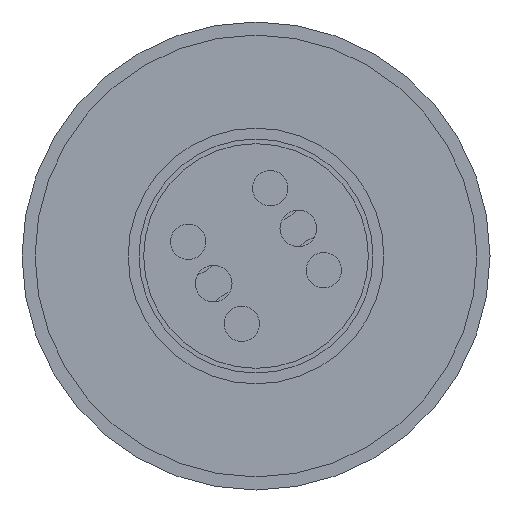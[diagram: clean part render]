
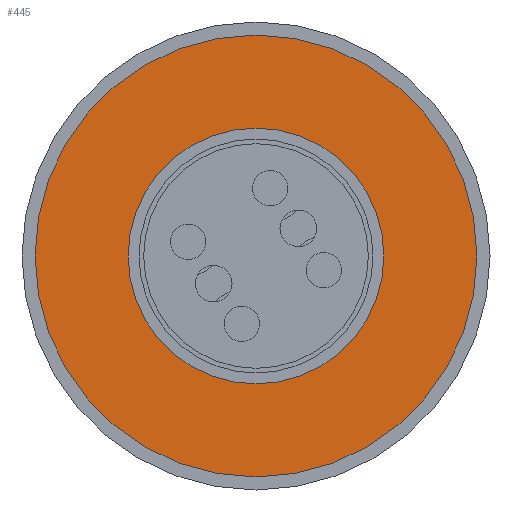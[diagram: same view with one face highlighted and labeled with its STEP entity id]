
A CAD part, front view. The second image highlights one B-rep face of the part: STEP entity #445.
In plain terms, the highlighted planar face has unit normal (0, -1, 0).
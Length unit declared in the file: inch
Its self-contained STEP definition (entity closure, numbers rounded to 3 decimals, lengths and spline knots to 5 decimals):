
#276 = ORIENTED_EDGE ( 'NONE', *, *, #4346, .F. ) ;
#322 = ORIENTED_EDGE ( 'NONE', *, *, #4336, .F. ) ;
#328 = ORIENTED_EDGE ( 'NONE', *, *, #4252, .F. ) ;
#345 = ORIENTED_EDGE ( 'NONE', *, *, #4254, .F. ) ;
#445 = ADVANCED_FACE ( 'NONE', ( #647, #652 ), #1212, .F. ) ;
#647 = FACE_BOUND ( 'NONE', #4215, .T. ) ;
#652 = FACE_OUTER_BOUND ( 'NONE', #4250, .T. ) ;
#1205 = DIRECTION ( 'NONE',  ( 0., 0., 1. ) ) ;
#1206 = DIRECTION ( 'NONE',  ( 0., 1., 0. ) ) ;
#1211 = CARTESIAN_POINT ( 'NONE',  ( -0.59, 0., 0. ) ) ;
#1212 = PLANE ( 'NONE',  #3821 ) ;
#2003 = CIRCLE ( 'NONE', #3559, 0.3415 ) ;
#2064 = CIRCLE ( 'NONE', #3557, 0.59 ) ;
#2513 = DIRECTION ( 'NONE',  ( 0., 0., -1. ) ) ;
#2514 = DIRECTION ( 'NONE',  ( 0., 1., 0. ) ) ;
#2515 = CARTESIAN_POINT ( 'NONE',  ( 0., 0., 0. ) ) ;
#2519 = DIRECTION ( 'NONE',  ( 0., 0., -1. ) ) ;
#2520 = DIRECTION ( 'NONE',  ( 0., -1., 0. ) ) ;
#2521 = CARTESIAN_POINT ( 'NONE',  ( 0., 0., 0. ) ) ;
#2811 = CARTESIAN_POINT ( 'NONE',  ( 0., 0., -0.59 ) ) ;
#2882 = CARTESIAN_POINT ( 'NONE',  ( 0., 0., 0.59 ) ) ;
#2962 = CARTESIAN_POINT ( 'NONE',  ( 0., 0., -0.3415 ) ) ;
#2992 = CARTESIAN_POINT ( 'NONE',  ( 0., 0., 0.3415 ) ) ;
#3087 = DIRECTION ( 'NONE',  ( 0., 0., -1. ) ) ;
#3091 = DIRECTION ( 'NONE',  ( 0., 1., 0. ) ) ;
#3095 = CARTESIAN_POINT ( 'NONE',  ( 0., 0., 0. ) ) ;
#3127 = DIRECTION ( 'NONE',  ( 0., 0., -1. ) ) ;
#3128 = DIRECTION ( 'NONE',  ( 0., -1., 0. ) ) ;
#3129 = CARTESIAN_POINT ( 'NONE',  ( 0., 0., 0. ) ) ;
#3495 = AXIS2_PLACEMENT_3D ( 'NONE', #3129, #3128, #3127 ) ;
#3499 = AXIS2_PLACEMENT_3D ( 'NONE', #3095, #3091, #3087 ) ;
#3557 = AXIS2_PLACEMENT_3D ( 'NONE', #2515, #2514, #2513 ) ;
#3559 = AXIS2_PLACEMENT_3D ( 'NONE', #2521, #2520, #2519 ) ;
#3821 = AXIS2_PLACEMENT_3D ( 'NONE', #1211, #1206, #1205 ) ;
#4215 = EDGE_LOOP ( 'NONE', ( #328, #276 ) ) ;
#4250 = EDGE_LOOP ( 'NONE', ( #345, #322 ) ) ;
#4252 = EDGE_CURVE ( 'NONE', #5084, #5054, #2003, .T. ) ;
#4254 = EDGE_CURVE ( 'NONE', #5267, #5170, #2064, .T. ) ;
#4336 = EDGE_CURVE ( 'NONE', #5170, #5267, #4889, .T. ) ;
#4346 = EDGE_CURVE ( 'NONE', #5054, #5084, #4838, .T. ) ;
#4838 = CIRCLE ( 'NONE', #3495, 0.3415 ) ;
#4889 = CIRCLE ( 'NONE', #3499, 0.59 ) ;
#5054 = VERTEX_POINT ( 'NONE', #2992 ) ;
#5084 = VERTEX_POINT ( 'NONE', #2962 ) ;
#5170 = VERTEX_POINT ( 'NONE', #2882 ) ;
#5267 = VERTEX_POINT ( 'NONE', #2811 ) ;
